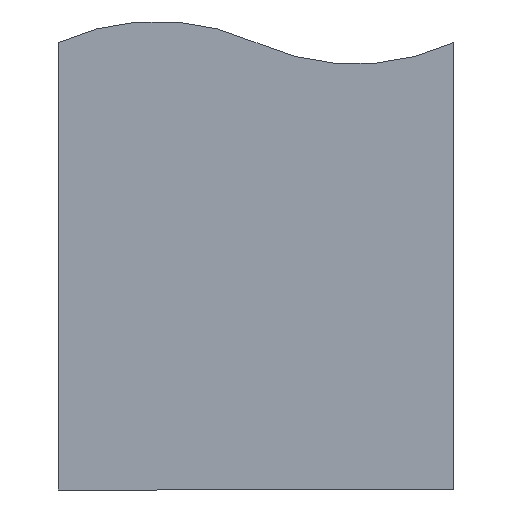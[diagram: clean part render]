
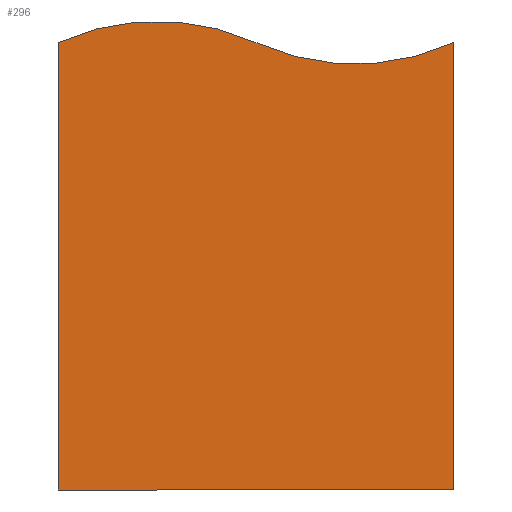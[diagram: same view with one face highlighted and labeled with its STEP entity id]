
A CAD part, left-side view. The second image highlights one B-rep face of the part: STEP entity #296.
In plain terms, the highlighted planar face has unit normal (-1, 0, 0).
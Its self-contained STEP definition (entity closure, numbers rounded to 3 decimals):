
#130=CARTESIAN_POINT('',(0.0,23.0,0.));
#131=VERTEX_POINT('',#130);
#132=CARTESIAN_POINT('',(0.,23.0,52.023));
#133=VERTEX_POINT('',#132);
#134=CARTESIAN_POINT('',(0.,23.0,0.0));
#135=DIRECTION('',(0.0,0.0,1.0));
#136=VECTOR('',#135,52.023);
#137=LINE('',#134,#136);
#138=EDGE_CURVE('',#131,#133,#137,.T.);
#170=CARTESIAN_POINT('',(0.,0.,52.023));
#171=VERTEX_POINT('',#170);
#172=CARTESIAN_POINT('',(0.0,11.5,26.823));
#173=DIRECTION('',(1.0,0.0,0.0));
#174=DIRECTION('',(0.0,0.0,1.0));
#175=AXIS2_PLACEMENT_3D('',#172,#173,#174);
#176=CIRCLE('',#175,27.7);
#177=EDGE_CURVE('',#133,#171,#176,.T.);
#203=CARTESIAN_POINT('',(0.,-23.0,52.023));
#204=VERTEX_POINT('',#203);
#205=CARTESIAN_POINT('',(0.,-11.5,77.223));
#206=DIRECTION('',(-1.0,0.0,0.0));
#207=DIRECTION('',(0.0,0.0,-1.0));
#208=AXIS2_PLACEMENT_3D('',#205,#206,#207);
#209=CIRCLE('',#208,27.7);
#210=EDGE_CURVE('',#171,#204,#209,.T.);
#236=CARTESIAN_POINT('',(0.0,-23.0,0.));
#237=VERTEX_POINT('',#236);
#238=CARTESIAN_POINT('',(0.,-23.,52.023));
#239=DIRECTION('',(0.0,0.0,-1.0));
#240=VECTOR('',#239,52.023);
#241=LINE('',#238,#240);
#242=EDGE_CURVE('',#204,#237,#241,.T.);
#267=CARTESIAN_POINT('',(0.,-23.0,0.));
#268=DIRECTION('',(0.0,1.0,0.0));
#269=VECTOR('',#268,46.0);
#270=LINE('',#267,#269);
#271=EDGE_CURVE('',#237,#131,#270,.T.);
#284=CARTESIAN_POINT('',(0.0,0.,26.2));
#285=DIRECTION('',(-1.0,0.0,0.0));
#286=DIRECTION('',(0.0,0.0,1.0));
#287=AXIS2_PLACEMENT_3D('',#284,#285,#286);
#288=PLANE('',#287);
#289=ORIENTED_EDGE('',*,*,#138,.F.);
#290=ORIENTED_EDGE('',*,*,#271,.F.);
#291=ORIENTED_EDGE('',*,*,#242,.F.);
#292=ORIENTED_EDGE('',*,*,#210,.F.);
#293=ORIENTED_EDGE('',*,*,#177,.F.);
#294=EDGE_LOOP('',(#289,#290,#291,#292,#293));
#295=FACE_OUTER_BOUND('',#294,.T.);
#296=ADVANCED_FACE('',(#295),#288,.T.);
